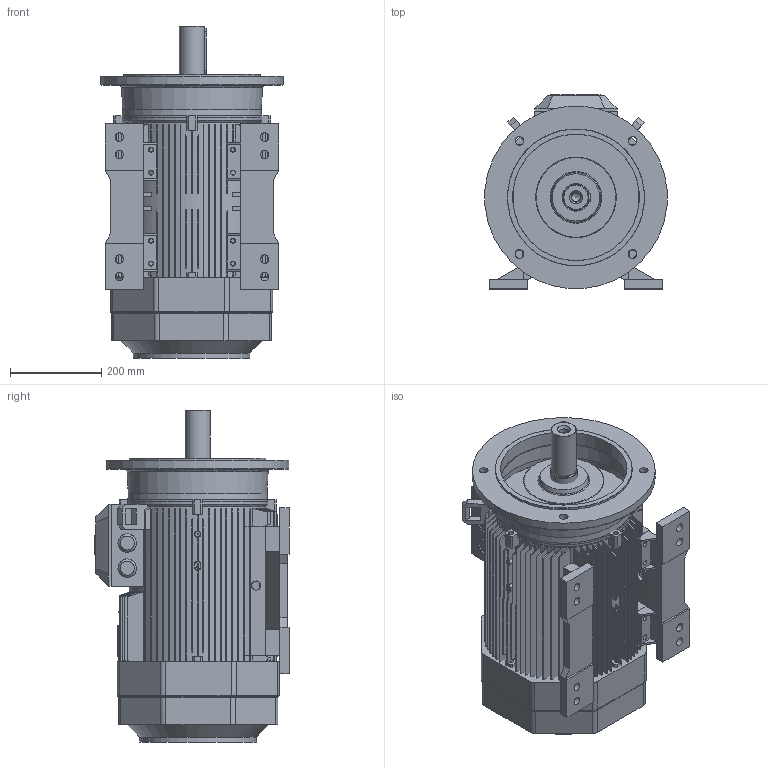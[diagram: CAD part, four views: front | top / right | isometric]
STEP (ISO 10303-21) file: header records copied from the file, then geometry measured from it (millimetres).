
FILE_DESCRIPTION(/* description */ (''),/* implementation_level */ '2;1');
FILE_NAME(/* name */ 'M2AA IE2 200 B35.stp',/* time_stamp */ '2015-07-07T13:46:01+02:00',/* author */ (''),/* organization */ (''),/* preprocessor_version */ 'ST-DEVELOPER v14',/* originating_system */ 'SIEMENS PLM Software NX 8.0',/* authorisation */ '');
FILE_SCHEMA (('AUTOMOTIVE_DESIGN { 1 0 10303 214 3 1 1 1 }'));
Products named in the file (1): M2AA IE2 200 B35_igs
Bounding box: 398.48 x 424.64 x 726.25 mm (x, y, z)
Volume: 25509201.3 mm3; surface area: 2958251.7 mm2
Topology: 9 solids, 817 shells, 1101 faces, 4687 edges, 4327 vertices
Faces by surface type: plane 713, cone 227, cylinder 105, bspline 49, torus 7
Full cylindrical faces by diameter (mm): 6 x4, 7 x2, 8 x1, 8.4 x1, 10.5 x8, 18.5 x8, 19 x6, 20 x3, 21 x1, 25 x1, 40 x1, 42.5 x1, 45 x2, 53 x1, 54.4 x1, 55 x1, 59.4 x1, 60 x2, 71 x1, 255.06 x1, 286.63 x1, 300 x1, 400 x1
Entity records: 71222 total; most frequent: CARTESIAN_POINT 28124, DIRECTION 5884, ORIENTED_EDGE 5292, EDGE_CURVE 4592, VERTEX_POINT 4325, LINE 2416, VECTOR 2416, AXIS2_PLACEMENT_3D 1734
